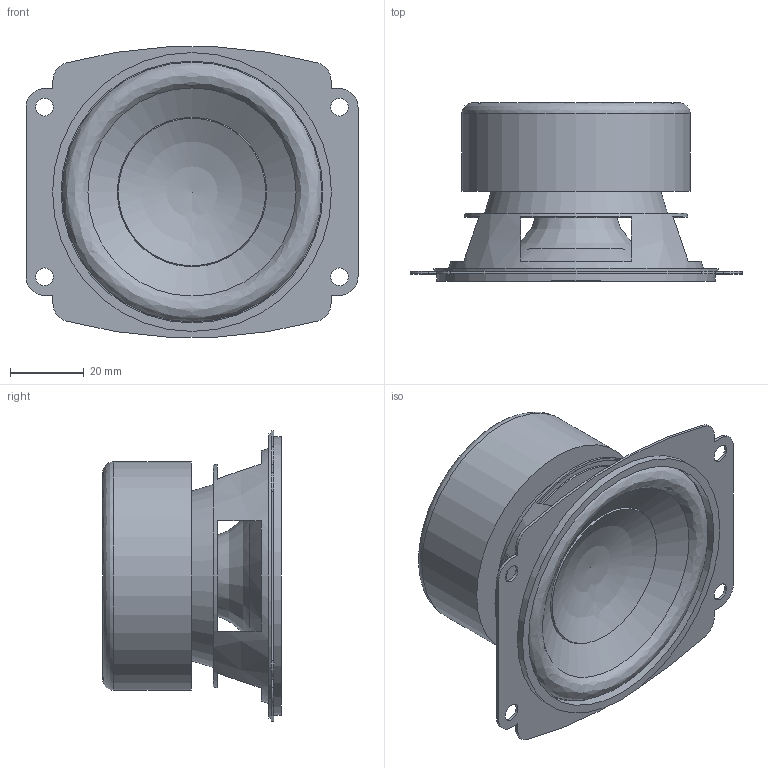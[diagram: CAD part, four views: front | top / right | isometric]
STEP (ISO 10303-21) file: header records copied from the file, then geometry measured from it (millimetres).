
FILE_DESCRIPTION(('FreeCAD Model'),'2;1');
FILE_NAME('Sony_1-529-616-11.step','2021-02-17T09:14:50',('Author'),( ''),'Open CASCADE STEP processor 7.3','FreeCAD','Unknown');
FILE_SCHEMA(('AUTOMOTIVE_DESIGN { 1 0 10303 214 1 1 1 1 }'));
Length unit declared in the file: millimetre
Products named in the file (1): Sony_1-529-616-11
Bounding box: 90 x 48.4 x 78.64 mm (x, y, z)
Volume: 82551.7 mm3; surface area: 46005.3 mm2
Topology: 8 solids, 8 shells, 83 faces, 193 edges, 125 vertices
Faces by surface type: plane 43, cylinder 21, cone 12, revolution 5, sphere 2
Full cylindrical faces by diameter (mm): 4.8 x4, 22 x1, 56 x1, 62 x1, 71 x1, 75.6 x2, 77 x1
Entity records: 5614 total; most frequent: CARTESIAN_POINT 1147, DIRECTION 734, ORIENTED_EDGE 382, PCURVE 382, DEFINITIONAL_REPRESENTATION 382, LINE 287, VECTOR 287, AXIS2_PLACEMENT_3D 194
